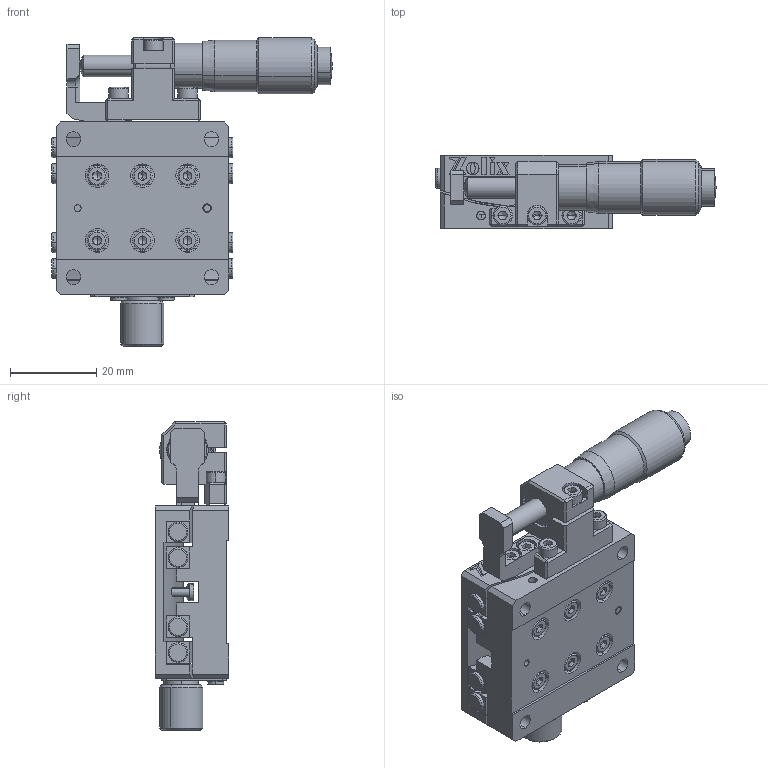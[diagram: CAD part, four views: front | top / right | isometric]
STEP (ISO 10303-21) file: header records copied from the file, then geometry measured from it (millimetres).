
FILE_DESCRIPTION (( 'STEP AP203' ), '1' );
FILE_NAME ('MGON40-40SL(AP203).STEP', '2019-11-09T14:24:07', ( '' ), ( '' ), 'SwSTEP 2.0', 'SolidWorks 2017', '' );
FILE_SCHEMA (( 'CONFIG_CONTROL_DESIGN' ));
Length unit declared in the file: millimetre
Products named in the file (1): MGON40-40SL(AP203)
Bounding box: 65 x 17 x 71.5 mm (x, y, z)
Surface area: 18440.3 mm2 (no closed solid volume)
Topology: 0 solids, 43 shells, 723 faces, 2400 edges, 1621 vertices
Faces by surface type: plane 422, cylinder 179, cone 62, torus 54, sphere 6
Entity records: 26801 total; most frequent: CARTESIAN_POINT 5902, DIRECTION 4463, ORIENTED_EDGE 3859, EDGE_CURVE 2366, VERTEX_POINT 1621, LINE 1499, VECTOR 1499, AXIS2_PLACEMENT_3D 1482
